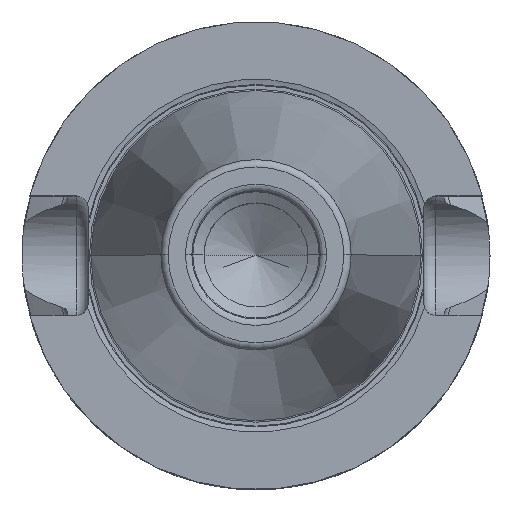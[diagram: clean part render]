
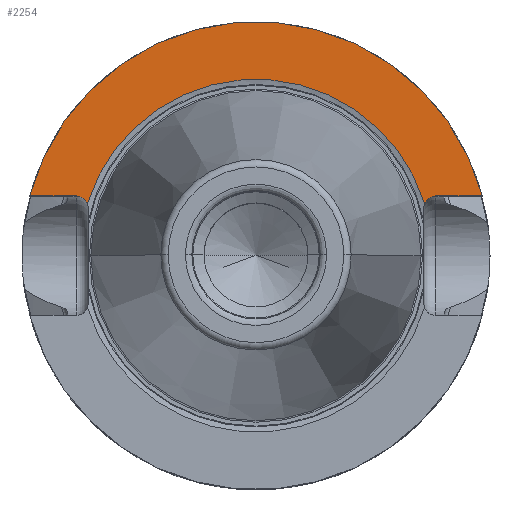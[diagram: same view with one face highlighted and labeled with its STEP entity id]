
A CAD part, top view. The second image highlights one B-rep face of the part: STEP entity #2254.
In plain terms, the highlighted planar face has unit normal (0, 0, 1).
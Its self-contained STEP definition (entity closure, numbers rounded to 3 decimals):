
#341=CARTESIAN_POINT('',(0.,0.,-2.));
#342=DIRECTION('',(0.,0.,1.));
#343=DIRECTION('',(0.967,0.256,0.));
#344=AXIS2_PLACEMENT_3D('',#341,#342,#343);
#459=DIRECTION('',(-1.,0.,0.));
#460=VECTOR('',#459,6.254);
#461=CARTESIAN_POINT('',(30.454,8.05,-2.));
#462=LINE('',#461,#460);
#466=CARTESIAN_POINT('',(0.,0.,-2.));
#467=DIRECTION('',(0.,0.,1.));
#468=DIRECTION('',(0.956,0.294,0.));
#469=AXIS2_PLACEMENT_3D('',#466,#467,#468);
#474=DIRECTION('',(1.,0.,0.));
#475=VECTOR('',#474,6.254);
#476=CARTESIAN_POINT('',(-30.454,8.05,-2.));
#477=LINE('',#476,#475);
#534=CARTESIAN_POINT('',(24.2,6.45,-2.));
#535=DIRECTION('',(0.,0.,-1.));
#536=DIRECTION('',(-0.941,0.337,0.));
#537=AXIS2_PLACEMENT_3D('',#534,#535,#536);
#1210=CARTESIAN_POINT('',(-24.2,6.45,-2.));
#1211=DIRECTION('',(0.,0.,-1.));
#1212=DIRECTION('',(0.,1.,0.));
#1213=AXIS2_PLACEMENT_3D('',#1210,#1211,#1212);
#1687=CARTESIAN_POINT('',(-24.2,8.05,-2.));
#1688=CARTESIAN_POINT('',(-22.694,6.989,-2.));
#1689=VERTEX_POINT('',#1687);
#1690=VERTEX_POINT('',#1688);
#1695=CARTESIAN_POINT('',(22.694,6.989,-2.));
#1696=CARTESIAN_POINT('',(24.2,8.05,-2.));
#1697=VERTEX_POINT('',#1695);
#1698=VERTEX_POINT('',#1696);
#1737=CARTESIAN_POINT('',(-30.454,8.05,-2.));
#1739=VERTEX_POINT('',#1737);
#1764=CARTESIAN_POINT('',(30.454,8.05,-2.));
#1766=VERTEX_POINT('',#1764);
#2236=CARTESIAN_POINT('',(0.,0.,-2.));
#2237=DIRECTION('',(0.,0.,-1.));
#2238=DIRECTION('',(-1.,0.,0.));
#2239=AXIS2_PLACEMENT_3D('',#2236,#2237,#2238);
#2240=PLANE('',#2239);
#2242=ORIENTED_EDGE('',*,*,#2241,.T.);
#2244=ORIENTED_EDGE('',*,*,#2243,.F.);
#2246=ORIENTED_EDGE('',*,*,#2245,.T.);
#2248=ORIENTED_EDGE('',*,*,#2247,.F.);
#2250=ORIENTED_EDGE('',*,*,#2249,.F.);
#2251=ORIENTED_EDGE('',*,*,#2174,.F.);
#2252=EDGE_LOOP('',(#2242,#2244,#2246,#2248,#2250,#2251));
#2253=FACE_OUTER_BOUND('',#2252,.F.);
#345=CIRCLE('',#344,31.5);
#470=CIRCLE('',#469,23.746);
#538=CIRCLE('',#537,1.6);
#1214=CIRCLE('',#1213,1.6);
#2174=EDGE_CURVE('',#1766,#1739,#345,.T.);
#2241=EDGE_CURVE('',#1766,#1698,#462,.T.);
#2243=EDGE_CURVE('',#1697,#1698,#538,.T.);
#2245=EDGE_CURVE('',#1697,#1690,#470,.T.);
#2247=EDGE_CURVE('',#1689,#1690,#1214,.T.);
#2249=EDGE_CURVE('',#1739,#1689,#477,.T.);
#2254=ADVANCED_FACE('',(#2253),#2240,.F.);
